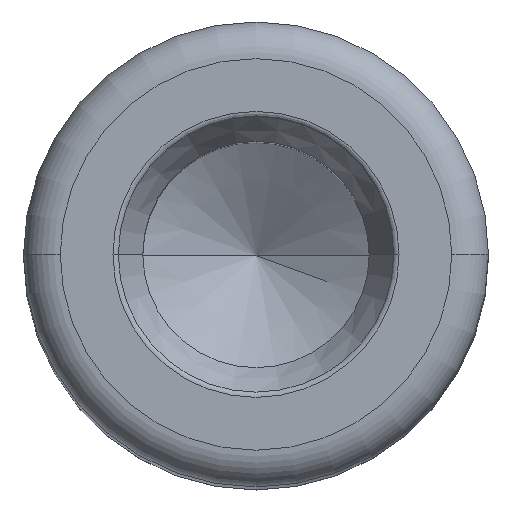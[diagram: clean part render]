
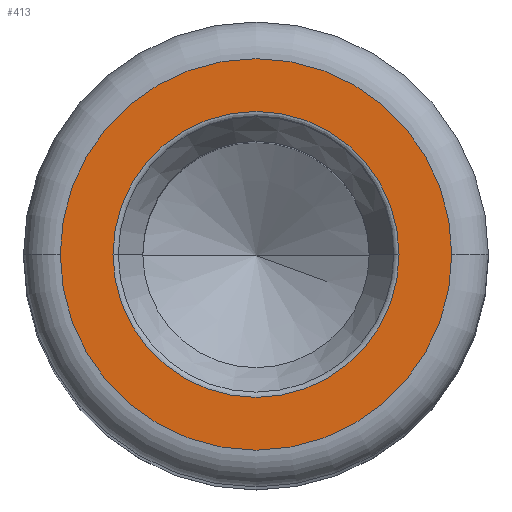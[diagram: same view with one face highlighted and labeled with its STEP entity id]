
A CAD part, top view. The second image highlights one B-rep face of the part: STEP entity #413.
In plain terms, the highlighted planar face has unit normal (0, 0, 1).
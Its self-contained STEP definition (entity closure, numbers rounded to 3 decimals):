
#11 = AXIS2_PLACEMENT_3D ( 'NONE', #444, #317, #83 ) ;
#18 = DIRECTION ( 'NONE',  ( 1., 0., 0. ) ) ;
#30 = DIRECTION ( 'NONE',  ( 1., 0., 0. ) ) ;
#40 = CARTESIAN_POINT ( 'NONE',  ( 0., 0., 150. ) ) ;
#63 = VERTEX_POINT ( 'NONE', #517 ) ;
#67 = CARTESIAN_POINT ( 'NONE',  ( 0., 0., 150. ) ) ;
#68 = CARTESIAN_POINT ( 'NONE',  ( 0., 0., 150. ) ) ;
#79 = AXIS2_PLACEMENT_3D ( 'NONE', #691, #715, #18 ) ;
#83 = DIRECTION ( 'NONE',  ( 1., 0., 0. ) ) ;
#86 = ORIENTED_EDGE ( 'NONE', *, *, #207, .T. ) ;
#89 = EDGE_LOOP ( 'NONE', ( #86, #592 ) ) ;
#92 = AXIS2_PLACEMENT_3D ( 'NONE', #68, #326, #30 ) ;
#138 = VERTEX_POINT ( 'NONE', #540 ) ;
#207 = EDGE_CURVE ( 'NONE', #284, #138, #433, .T. ) ;
#284 = VERTEX_POINT ( 'NONE', #588 ) ;
#286 = AXIS2_PLACEMENT_3D ( 'NONE', #40, #452, #622 ) ;
#292 = ORIENTED_EDGE ( 'NONE', *, *, #603, .T. ) ;
#298 = DIRECTION ( 'NONE',  ( 1., 0., 0. ) ) ;
#310 = EDGE_LOOP ( 'NONE', ( #687, #292 ) ) ;
#317 = DIRECTION ( 'NONE',  ( 0., 0., 1. ) ) ;
#326 = DIRECTION ( 'NONE',  ( 0., 0., 1. ) ) ;
#330 = EDGE_CURVE ( 'NONE', #138, #284, #385, .T. ) ;
#354 = PLANE ( 'NONE',  #92 ) ;
#365 = AXIS2_PLACEMENT_3D ( 'NONE', #67, #709, #298 ) ;
#376 = CIRCLE ( 'NONE', #11, 16. ) ;
#385 = CIRCLE ( 'NONE', #365, 11.689 ) ;
#413 = ADVANCED_FACE ( 'NONE', ( #415, #751 ), #354, .T. ) ;
#415 = FACE_BOUND ( 'NONE', #89, .T. ) ;
#433 = CIRCLE ( 'NONE', #79, 11.689 ) ;
#444 = CARTESIAN_POINT ( 'NONE',  ( 0., 0., 150. ) ) ;
#452 = DIRECTION ( 'NONE',  ( 0., 0., 1. ) ) ;
#517 = CARTESIAN_POINT ( 'NONE',  ( 16., 0., 150. ) ) ;
#540 = CARTESIAN_POINT ( 'NONE',  ( -11.689, 0., 150. ) ) ;
#545 = CARTESIAN_POINT ( 'NONE',  ( -16., 0., 150. ) ) ;
#588 = CARTESIAN_POINT ( 'NONE',  ( 11.689, 0., 150. ) ) ;
#592 = ORIENTED_EDGE ( 'NONE', *, *, #330, .T. ) ;
#603 = EDGE_CURVE ( 'NONE', #732, #63, #376, .T. ) ;
#622 = DIRECTION ( 'NONE',  ( 1., 0., 0. ) ) ;
#628 = EDGE_CURVE ( 'NONE', #63, #732, #661, .T. ) ;
#661 = CIRCLE ( 'NONE', #286, 16. ) ;
#687 = ORIENTED_EDGE ( 'NONE', *, *, #628, .T. ) ;
#691 = CARTESIAN_POINT ( 'NONE',  ( 0., 0., 150. ) ) ;
#709 = DIRECTION ( 'NONE',  ( 0., 0., -1. ) ) ;
#715 = DIRECTION ( 'NONE',  ( 0., 0., -1. ) ) ;
#732 = VERTEX_POINT ( 'NONE', #545 ) ;
#751 = FACE_OUTER_BOUND ( 'NONE', #310, .T. ) ;
